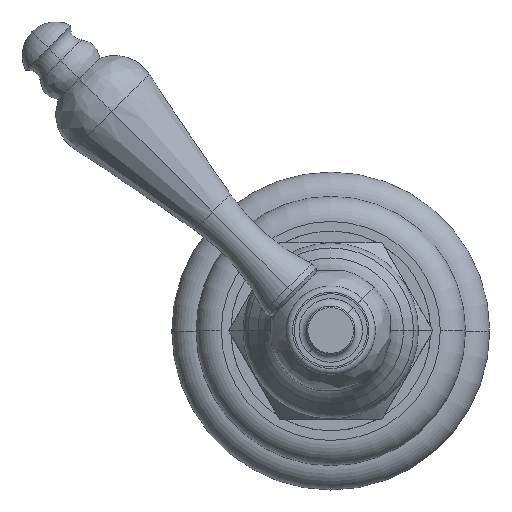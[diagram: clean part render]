
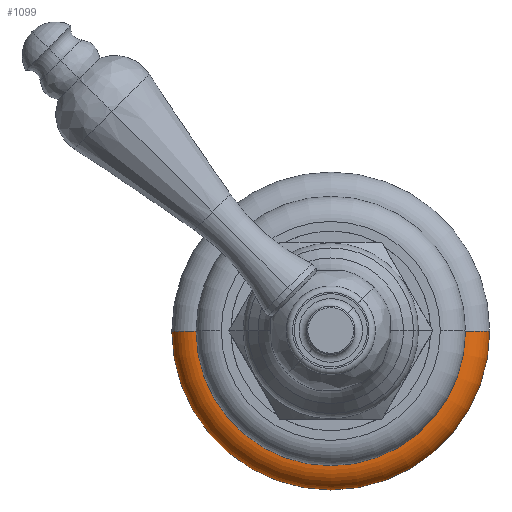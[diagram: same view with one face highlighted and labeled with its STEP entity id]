
A CAD part, top view. The second image highlights one B-rep face of the part: STEP entity #1099.
In plain terms, the highlighted toroidal (fillet/blend) face has major radius 25.219 mm and minor radius 4.753 mm.
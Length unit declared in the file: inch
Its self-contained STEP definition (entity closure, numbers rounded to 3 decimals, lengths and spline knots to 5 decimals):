
#7=CARTESIAN_POINT('',(0.,0.,0.));
#8=DIRECTION('',(0.,0.,1.));
#9=DIRECTION('',(-1.,0.,0.));
#10=AXIS2_PLACEMENT_3D('',#7,#8,#9);
#12=CARTESIAN_POINT('',(-0.99286,0.,0.));
#13=DIRECTION('',(0.,1.,0.));
#14=DIRECTION('',(-1.,0.,0.));
#15=AXIS2_PLACEMENT_3D('',#12,#13,#14);
#17=CARTESIAN_POINT('',(0.99286,0.,0.));
#18=DIRECTION('',(0.,-1.,0.));
#19=DIRECTION('',(1.,0.,0.));
#20=AXIS2_PLACEMENT_3D('',#17,#18,#19);
#32=CARTESIAN_POINT('',(0.,0.,0.187));
#33=DIRECTION('',(0.,0.,1.));
#34=DIRECTION('',(-1.,0.,0.));
#35=AXIS2_PLACEMENT_3D('',#32,#33,#34);
#887=CARTESIAN_POINT('',(-1.,0.,0.187));
#889=VERTEX_POINT('',#887);
#891=CARTESIAN_POINT('',(1.,0.,0.187));
#893=VERTEX_POINT('',#891);
#899=CARTESIAN_POINT('',(-1.18,0.,0.));
#900=CARTESIAN_POINT('',(1.18,0.,0.));
#901=VERTEX_POINT('',#899);
#902=VERTEX_POINT('',#900);
#1087=CARTESIAN_POINT('',(0.,0.,0.));
#1088=DIRECTION('',(0.,0.,-1.));
#1089=DIRECTION('',(1.,0.,0.));
#1090=AXIS2_PLACEMENT_3D('',#1087,#1088,#1089);
#1091=TOROIDAL_SURFACE('',#1090,0.99286,0.18714);
#1092=ORIENTED_EDGE('',*,*,#1082,.F.);
#1093=ORIENTED_EDGE('',*,*,#1071,.T.);
#1095=ORIENTED_EDGE('',*,*,#1094,.T.);
#1096=ORIENTED_EDGE('',*,*,#1067,.F.);
#1097=EDGE_LOOP('',(#1092,#1093,#1095,#1096));
#1098=FACE_OUTER_BOUND('',#1097,.F.);
#1099=ADVANCED_FACE('',(#1098),#1091,.T.);
#11=CIRCLE('',#10,1.18);
#16=CIRCLE('',#15,0.18714);
#21=CIRCLE('',#20,0.18714);
#36=CIRCLE('',#35,1.);
#1067=EDGE_CURVE('',#902,#893,#21,.T.);
#1071=EDGE_CURVE('',#901,#889,#16,.T.);
#1082=EDGE_CURVE('',#901,#902,#11,.T.);
#1094=EDGE_CURVE('',#889,#893,#36,.T.);
